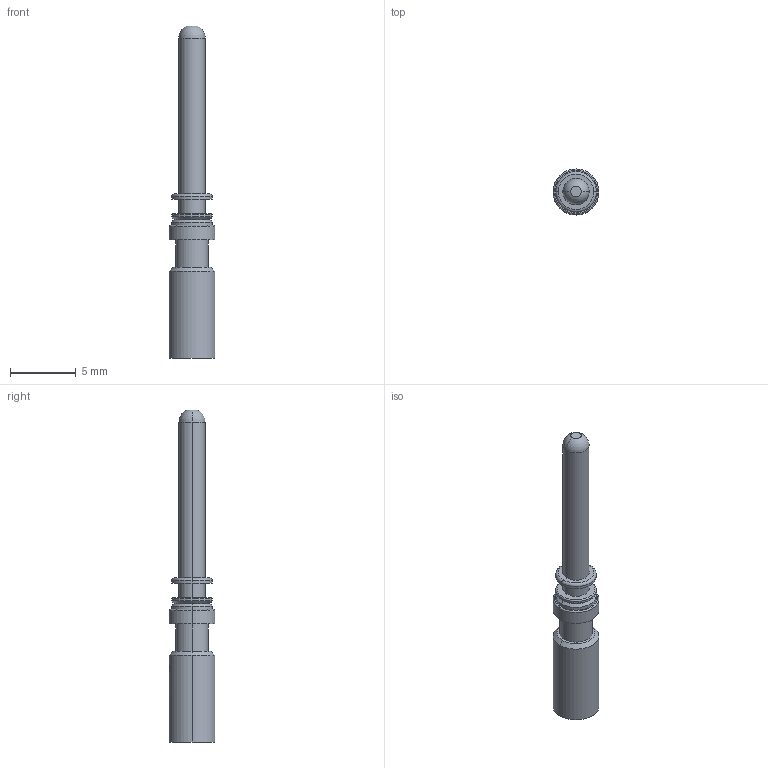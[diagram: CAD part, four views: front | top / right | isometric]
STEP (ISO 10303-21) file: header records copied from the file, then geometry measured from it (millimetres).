
FILE_DESCRIPTION((''),'2;1');
FILE_NAME('M23-MC30G-4P0','2016-12-15T',('hq.zhang'),(''),'PRO/ENGINEER BY PARAMETRIC TECHNOLOGY CORPORATION, 2012480','PRO/ENGINEER BY PARAMETRIC TECHNOLOGY CORPORATION, 2012480','');
FILE_SCHEMA(('AUTOMOTIVE_DESIGN { 1 0 10303 214 1 1 1 1 }'));
Length unit declared in the file: millimetre
Products named in the file (1): M23-MC30G-4P0
Bounding box: 3.5 x 3.5 x 25.3 mm (x, y, z)
Volume: 112.6 mm3; surface area: 280.9 mm2
Topology: 1 solids, 1 shells, 46 faces, 94 edges, 55 vertices
Faces by surface type: cylinder 20, cone 10, plane 8, torus 6, sphere 2
Entity records: 1684 total; most frequent: CARTESIAN_POINT 247, DIRECTION 238, ORIENTED_EDGE 184, AXIS2_PLACEMENT_3D 104, PRESENTATION_STYLE_ASSIGNMENT 93, STYLED_ITEM 93, CURVE_STYLE 92, EDGE_CURVE 92
